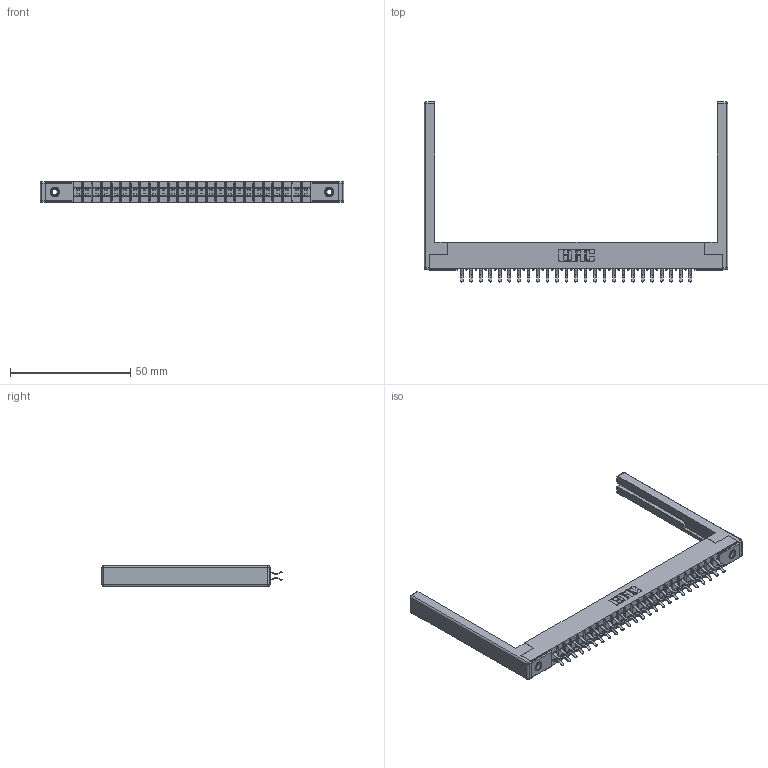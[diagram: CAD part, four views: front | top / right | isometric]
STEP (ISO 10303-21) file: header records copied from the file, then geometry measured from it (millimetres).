
FILE_DESCRIPTION (( 'STEP AP203' ), '1' );
FILE_NAME ('355-050-556-568.STEP', '2019-09-11T16:08:58', ( '' ), ( '' ), 'SwSTEP 2.0', 'SolidWorks 2016', '' );
FILE_SCHEMA (( 'CONFIG_CONTROL_DESIGN' ));
Length unit declared in the file: inch
Products named in the file (5): 305-290-001_556; 355-050-556-568; 305 Part_.156 Dia; 307-220-068; 345-250-001_345-250-001-102
Assembly tree (55 placements, depth 2):
  355-050-556-568
    305 Part_.156 Dia
    305-290-001_556  x50
    345-250-001_345-250-001-102  x2
    307-220-068  x2
Bounding box: 126.49 x 74.93 x 8.71 mm (x, y, z)
Volume: 12146.3 mm3; surface area: 19301.8 mm2
Topology: 55 solids, 55 shells, 3070 faces, 8781 edges, 5698 vertices
Faces by surface type: plane 1706, cylinder 1240, sphere 108, cone 12, torus 4
Entity records: 32119 total; most frequent: CARTESIAN_POINT 5290, ORIENTED_EDGE 5240, DIRECTION 5154, EDGE_CURVE 2620, VECTOR 2086, LINE 2086, VERTEX_POINT 1670, AXIS2_PLACEMENT_3D 1534
